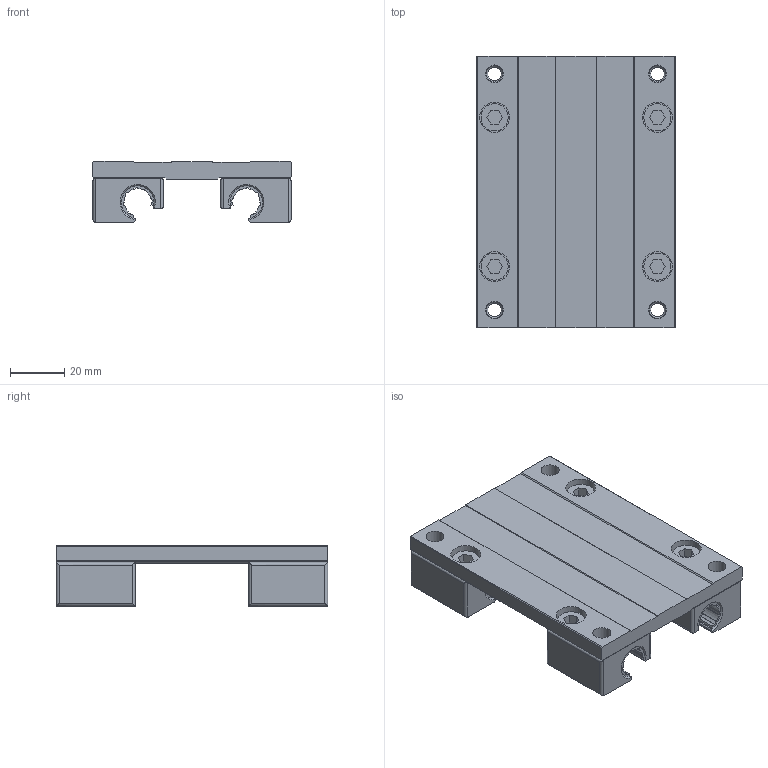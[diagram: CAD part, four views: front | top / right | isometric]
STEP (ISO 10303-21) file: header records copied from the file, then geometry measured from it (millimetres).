
FILE_DESCRIPTION(/* description */ (''),/* implementation_level */ '2;1');
FILE_NAME(/* name */ 'fc17-151_Carriage.ipt.step',/* time_stamp */ '2017-01-05T11:47:16-08:00',/* author */ ('Autodesk Inc.'),/* organization */ ('Autodesk Inc.'),/* preprocessor_version */ 'ST-DEVELOPER v16.5',/* originating_system */ 'Autodesk Inventor 2017',/* authorisation */ '');
FILE_SCHEMA (('AUTOMOTIVE_DESIGN { 1 0 10303 214 3 1 1 }'));
Length unit declared in the file: millimetre
Products named in the file (1): fc17-151
Bounding box: 73 x 100 x 22.5 mm (x, y, z)
Volume: 72939.3 mm3; surface area: 32653.5 mm2
Topology: 1 solids, 1 shells, 942 faces, 2572 edges, 1700 vertices
Faces by surface type: plane 570, cylinder 356, cone 16
Full cylindrical faces by diameter (mm): 0.2 x4, 0.5 x4, 0.55 x4, 2.5 x4, 2.8 x4, 5 x4, 6 x8, 6.6 x4, 9.5 x8, 10 x4, 11 x4
Entity records: 30633 total; most frequent: CARTESIAN_POINT 5643, DIRECTION 5050, ORIENTED_EDGE 5016, EDGE_CURVE 2508, LINE 1788, VECTOR 1788, VERTEX_POINT 1696, AXIS2_PLACEMENT_3D 1631
